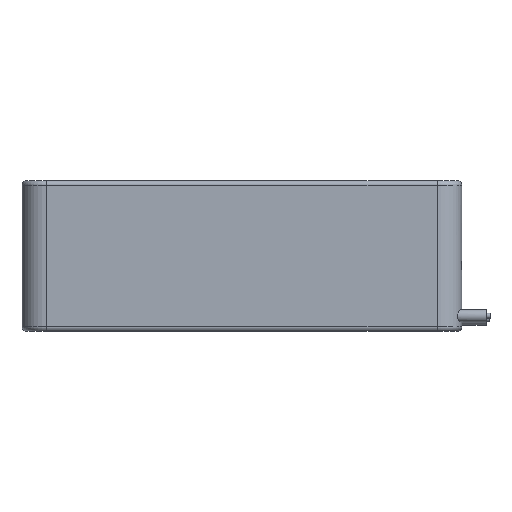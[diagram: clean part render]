
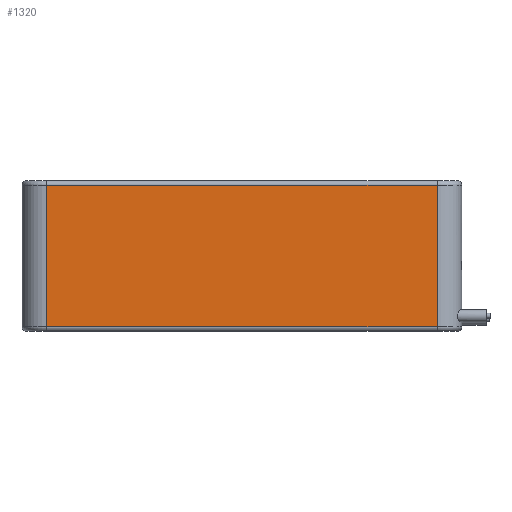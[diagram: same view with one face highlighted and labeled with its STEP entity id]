
A CAD part, front view. The second image highlights one B-rep face of the part: STEP entity #1320.
In plain terms, the highlighted planar face has unit normal (0, -1, 0).
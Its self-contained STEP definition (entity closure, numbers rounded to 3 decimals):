
#70=PLANE('',#1484);
#141=FACE_OUTER_BOUND('',#224,.T.);
#224=EDGE_LOOP('',(#1120,#1121,#1122,#1123));
#317=LINE('',#2261,#406);
#325=LINE('',#2312,#414);
#330=LINE('',#2342,#419);
#331=LINE('',#2344,#420);
#406=VECTOR('',#1749,10.);
#414=VECTOR('',#1811,10.);
#419=VECTOR('',#1858,10.);
#420=VECTOR('',#1861,10.);
#592=VERTEX_POINT('',#2258);
#593=VERTEX_POINT('',#2260);
#608=VERTEX_POINT('',#2304);
#609=VERTEX_POINT('',#2308);
#750=EDGE_CURVE('',#592,#593,#317,.T.);
#776=EDGE_CURVE('',#608,#609,#325,.T.);
#792=EDGE_CURVE('',#593,#608,#330,.T.);
#793=EDGE_CURVE('',#609,#592,#331,.T.);
#1120=ORIENTED_EDGE('',*,*,#776,.F.);
#1121=ORIENTED_EDGE('',*,*,#792,.F.);
#1122=ORIENTED_EDGE('',*,*,#750,.F.);
#1123=ORIENTED_EDGE('',*,*,#793,.F.);
#1320=ADVANCED_FACE('',(#141),#70,.F.);
#1484=AXIS2_PLACEMENT_3D('',#2343,#1859,#1860);
#1749=DIRECTION('',(0.,0.,-1.));
#1811=DIRECTION('',(0.,0.,1.));
#1858=DIRECTION('',(-1.,0.,0.));
#1859=DIRECTION('center_axis',(0.,1.,0.));
#1860=DIRECTION('ref_axis',(1.,0.,0.));
#1861=DIRECTION('',(1.,0.,0.));
#2258=CARTESIAN_POINT('',(77.6,0.,-6.2));
#2260=CARTESIAN_POINT('',(77.6,0.,-29.3));
#2261=CARTESIAN_POINT('',(77.6,0.,-11.625));
#2304=CARTESIAN_POINT('',(14.,0.,-29.3));
#2308=CARTESIAN_POINT('',(14.,0.,-6.2));
#2312=CARTESIAN_POINT('',(14.,0.,-23.875));
#2342=CARTESIAN_POINT('',(63.7,0.,-29.3));
#2343=CARTESIAN_POINT('Origin',(45.8,0.,-17.75));
#2344=CARTESIAN_POINT('',(27.9,0.,-6.2));
